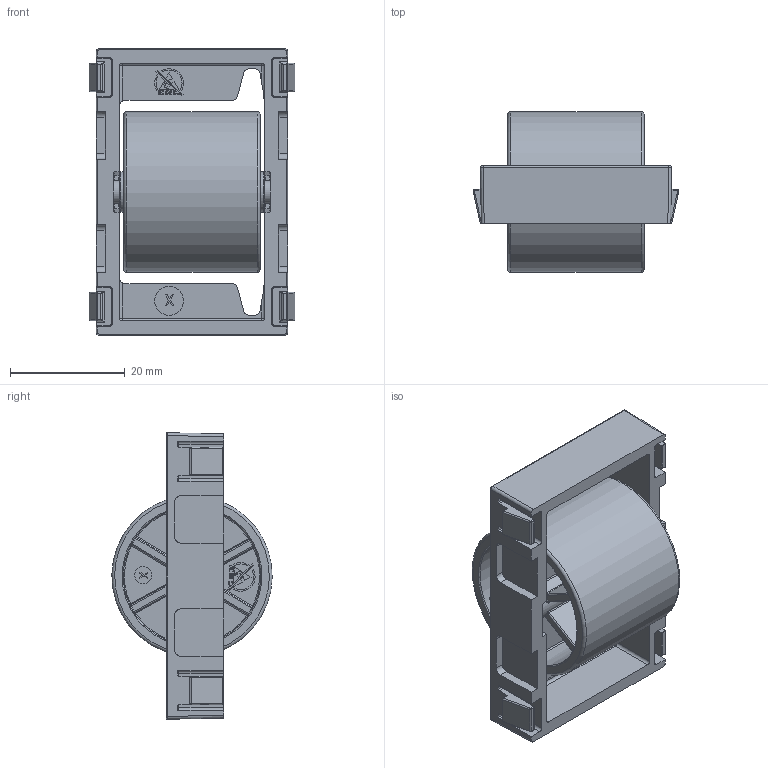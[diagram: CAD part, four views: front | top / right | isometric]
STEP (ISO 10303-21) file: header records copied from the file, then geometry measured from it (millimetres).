
FILE_DESCRIPTION (( 'STEP AP214' ), '1' );
FILE_NAME ('062AER2891.33.STEP', '2015-02-25T08:10:29', ( 'Admin' ), ( 'Hewlett-Packard Company' ), 'SwSTEP 2.0', 'SolidWorks 2014', '' );
FILE_SCHEMA (( 'AUTOMOTIVE_DESIGN' ));
Length unit declared in the file: millimetre
Products named in the file (4): 062RR2891_062RR2891 black; 340ME001_d4 l32; 062AER91.50_062ACR2891.50; 062AER2891.33
Assembly tree (3 placements, depth 2):
  062AER2891.33
    062AER91.50_062ACR2891.50
    340ME001_d4 l32
    062RR2891_062RR2891 black
Bounding box: 35.9 x 28 x 49.99 mm (x, y, z)
Volume: 11298.9 mm3; surface area: 13233.8 mm2
Topology: 3 solids, 3 shells, 907 faces, 2304 edges, 1357 vertices
Faces by surface type: plane 380, cylinder 273, bspline 92, torus 80, sphere 80, cone 2
Full cylindrical faces by diameter (mm): 3 x1, 4 x1, 4.2 x1, 5.028 x1, 7 x2, 24 x2, 28 x1
Entity records: 28070 total; most frequent: CARTESIAN_POINT 7311, ORIENTED_EDGE 4392, DIRECTION 4206, EDGE_CURVE 2196, AXIS2_PLACEMENT_3D 1451, VERTEX_POINT 1332, VECTOR 1304, LINE 1304
